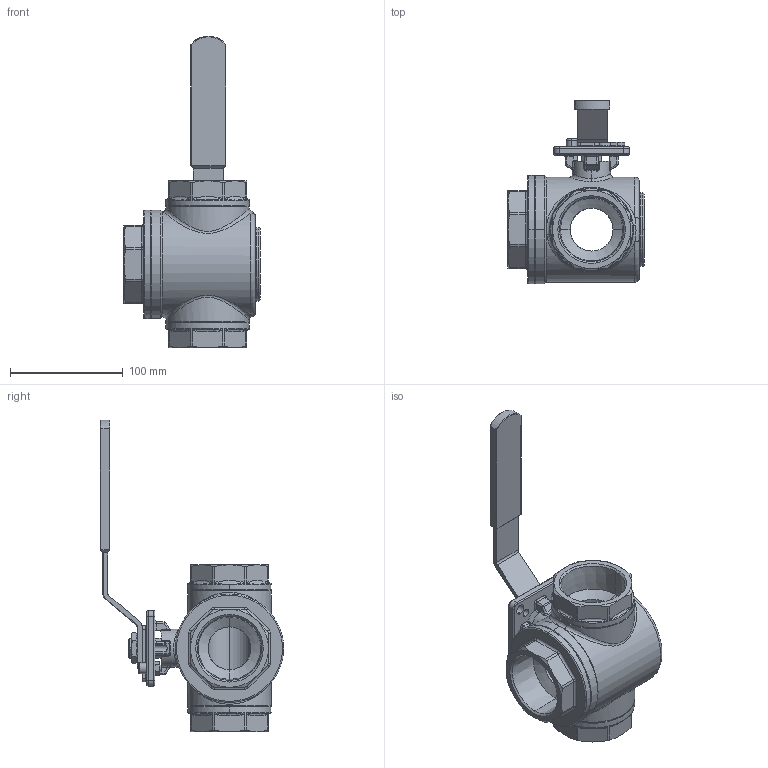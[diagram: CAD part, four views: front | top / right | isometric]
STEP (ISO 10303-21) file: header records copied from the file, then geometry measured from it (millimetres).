
FILE_DESCRIPTION (( 'STEP AP214' ), '1' );
FILE_NAME ('減流外觀2.STEP', '2013-07-03T04:02:47', ( 'zipson' ), ( 'zipson' ), 'SwSTEP 2.0', 'SolidWorks 2008', '' );
FILE_SCHEMA (( 'AUTOMOTIVE_DESIGN' ));
Length unit declared in the file: millimetre
Products named in the file (1): 減流外觀2
Bounding box: 120.45 x 162.4 x 275.95 mm (x, y, z)
Volume: 763990.4 mm3; surface area: 118783.6 mm2
Topology: 3 solids, 3 shells, 577 faces, 1468 edges, 889 vertices
Faces by surface type: cylinder 183, plane 155, cone 87, bspline 68, torus 66, sphere 18
Entity records: 23926 total; most frequent: CARTESIAN_POINT 10548, ORIENTED_EDGE 2916, DIRECTION 2692, EDGE_CURVE 1458, AXIS2_PLACEMENT_3D 1073, VERTEX_POINT 889, EDGE_LOOP 617, ADVANCED_FACE 577
